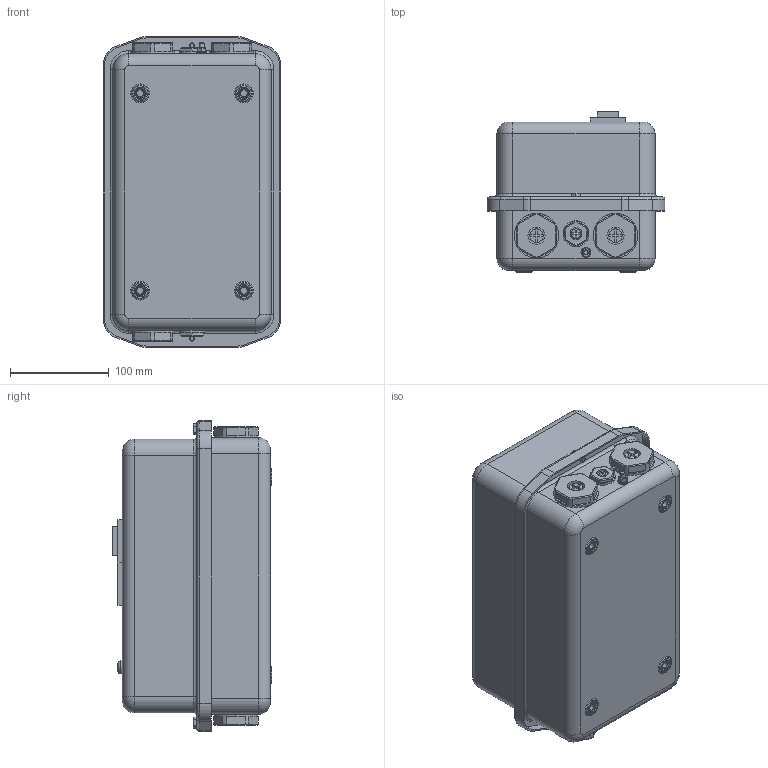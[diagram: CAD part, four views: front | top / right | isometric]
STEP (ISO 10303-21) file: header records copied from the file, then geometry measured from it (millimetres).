
FILE_DESCRIPTION (( 'STEP AP203' ), '1' );
FILE_NAME ('Ïóñêàòåëü â êîðïóñå ÊÌÝ 40À, 50À, 65À, 80À, 90À (ctrp-r-65-230v-led).STEP', '2018-09-04T06:54:29', ( '' ), ( '' ), 'SwSTEP 2.0', 'SolidWorks 2017', '' );
FILE_SCHEMA (( 'CONFIG_CONTROL_DESIGN' ));
Length unit declared in the file: millimetre
Products named in the file (1): Ïóñêàòåëü â êîðïóñå ÊÌÝ 40À, 50À, 65À, 80À, 90À (ctrp-r-65-230v-led)
Bounding box: 180 x 162 x 315 mm (x, y, z)
Volume: 6748368.9 mm3; surface area: 256020.8 mm2
Topology: 1 solids, 2 shells, 489 faces, 1140 edges, 702 vertices
Faces by surface type: plane 253, cylinder 154, torus 76, cone 6
Entity records: 14177 total; most frequent: CARTESIAN_POINT 2746, DIRECTION 2498, ORIENTED_EDGE 2280, EDGE_CURVE 1140, AXIS2_PLACEMENT_3D 934, VERTEX_POINT 702, LINE 630, VECTOR 630
